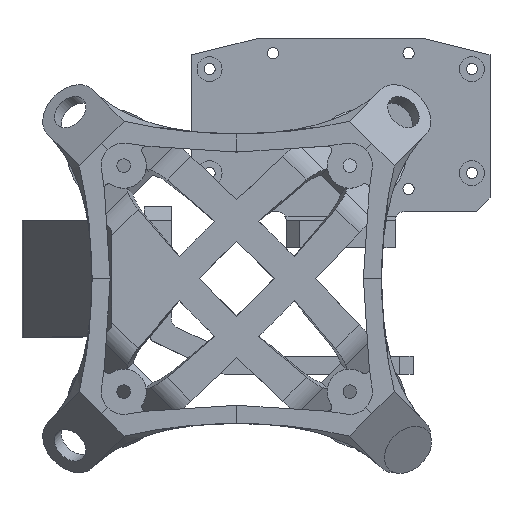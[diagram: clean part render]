
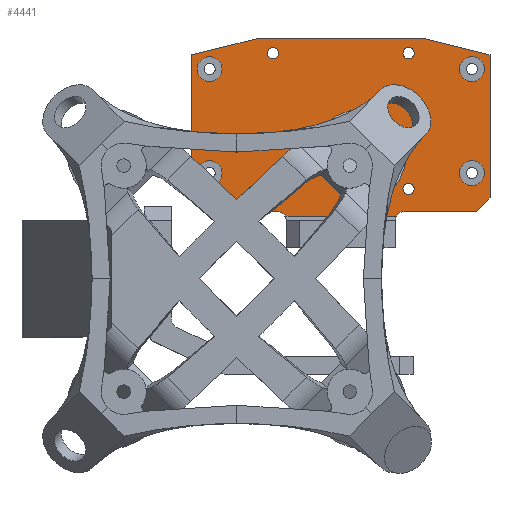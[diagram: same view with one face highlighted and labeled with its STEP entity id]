
A CAD part, top view. The second image highlights one B-rep face of the part: STEP entity #4441.
In plain terms, the highlighted planar face has unit normal (0, 0, 1).
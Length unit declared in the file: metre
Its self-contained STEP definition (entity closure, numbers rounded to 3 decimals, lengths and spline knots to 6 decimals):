
#192=CIRCLE('',#4770,0.00275);
#193=CIRCLE('',#4771,0.00275);
#194=CIRCLE('',#4772,0.00125);
#195=CIRCLE('',#4773,0.00125);
#196=CIRCLE('',#4774,0.00125);
#197=CIRCLE('',#4775,0.00125);
#198=CIRCLE('',#4776,0.002);
#199=CIRCLE('',#4777,0.002);
#200=CIRCLE('',#4778,0.00275);
#201=CIRCLE('',#4779,0.00275);
#416=LINE('',#7147,#681);
#417=LINE('',#7151,#682);
#418=LINE('',#7153,#683);
#419=LINE('',#7155,#684);
#420=LINE('',#7157,#685);
#421=LINE('',#7159,#686);
#422=LINE('',#7161,#687);
#423=LINE('',#7163,#688);
#424=LINE('',#7165,#689);
#425=LINE('',#7167,#690);
#681=VECTOR('',#5366,1.);
#682=VECTOR('',#5369,1.);
#683=VECTOR('',#5370,1.);
#684=VECTOR('',#5371,1.);
#685=VECTOR('',#5372,1.);
#686=VECTOR('',#5373,1.);
#687=VECTOR('',#5374,1.);
#688=VECTOR('',#5375,1.);
#689=VECTOR('',#5376,1.);
#690=VECTOR('',#5377,1.);
#1412=ORIENTED_EDGE('',*,*,#2449,.F.);
#1413=ORIENTED_EDGE('',*,*,#2450,.F.);
#1414=ORIENTED_EDGE('',*,*,#2451,.F.);
#1415=ORIENTED_EDGE('',*,*,#2452,.F.);
#1416=ORIENTED_EDGE('',*,*,#2453,.F.);
#1417=ORIENTED_EDGE('',*,*,#2454,.F.);
#1418=ORIENTED_EDGE('',*,*,#2455,.T.);
#1419=ORIENTED_EDGE('',*,*,#2456,.T.);
#1420=ORIENTED_EDGE('',*,*,#2457,.T.);
#1421=ORIENTED_EDGE('',*,*,#2458,.T.);
#1422=ORIENTED_EDGE('',*,*,#2459,.T.);
#1423=ORIENTED_EDGE('',*,*,#2460,.F.);
#1424=ORIENTED_EDGE('',*,*,#2461,.T.);
#1425=ORIENTED_EDGE('',*,*,#2462,.T.);
#1426=ORIENTED_EDGE('',*,*,#2463,.F.);
#1427=ORIENTED_EDGE('',*,*,#2464,.T.);
#1428=ORIENTED_EDGE('',*,*,#2465,.T.);
#1429=ORIENTED_EDGE('',*,*,#2466,.T.);
#1430=ORIENTED_EDGE('',*,*,#2467,.F.);
#1431=ORIENTED_EDGE('',*,*,#2468,.F.);
#2449=EDGE_CURVE('',#3018,#3018,#192,.T.);
#2450=EDGE_CURVE('',#3019,#3019,#193,.T.);
#2451=EDGE_CURVE('',#3020,#3020,#194,.T.);
#2452=EDGE_CURVE('',#3021,#3021,#195,.T.);
#2453=EDGE_CURVE('',#3022,#3022,#196,.T.);
#2454=EDGE_CURVE('',#3023,#3023,#197,.T.);
#2455=EDGE_CURVE('',#3024,#3025,#198,.F.);
#2456=EDGE_CURVE('',#3025,#3026,#416,.T.);
#2457=EDGE_CURVE('',#3026,#3027,#199,.F.);
#2458=EDGE_CURVE('',#3027,#3028,#417,.T.);
#2459=EDGE_CURVE('',#3028,#3029,#418,.T.);
#2460=EDGE_CURVE('',#3030,#3029,#419,.T.);
#2461=EDGE_CURVE('',#3030,#3031,#420,.T.);
#2462=EDGE_CURVE('',#3031,#3032,#421,.T.);
#2463=EDGE_CURVE('',#3033,#3032,#422,.T.);
#2464=EDGE_CURVE('',#3033,#3034,#423,.T.);
#2465=EDGE_CURVE('',#3034,#3035,#424,.F.);
#2466=EDGE_CURVE('',#3035,#3024,#425,.T.);
#2467=EDGE_CURVE('',#3036,#3036,#200,.T.);
#2468=EDGE_CURVE('',#3037,#3037,#201,.T.);
#3018=VERTEX_POINT('',#7133);
#3019=VERTEX_POINT('',#7135);
#3020=VERTEX_POINT('',#7137);
#3021=VERTEX_POINT('',#7139);
#3022=VERTEX_POINT('',#7141);
#3023=VERTEX_POINT('',#7143);
#3024=VERTEX_POINT('',#7145);
#3025=VERTEX_POINT('',#7146);
#3026=VERTEX_POINT('',#7148);
#3027=VERTEX_POINT('',#7150);
#3028=VERTEX_POINT('',#7152);
#3029=VERTEX_POINT('',#7154);
#3030=VERTEX_POINT('',#7156);
#3031=VERTEX_POINT('',#7158);
#3032=VERTEX_POINT('',#7160);
#3033=VERTEX_POINT('',#7162);
#3034=VERTEX_POINT('',#7164);
#3035=VERTEX_POINT('',#7166);
#3036=VERTEX_POINT('',#7169);
#3037=VERTEX_POINT('',#7171);
#3620=EDGE_LOOP('',(#1412));
#3621=EDGE_LOOP('',(#1413));
#3622=EDGE_LOOP('',(#1414));
#3623=EDGE_LOOP('',(#1415));
#3624=EDGE_LOOP('',(#1416));
#3625=EDGE_LOOP('',(#1417));
#3626=EDGE_LOOP('',(#1418,#1419,#1420,#1421,#1422,#1423,#1424,#1425,#1426,
#1427,#1428,#1429));
#3627=EDGE_LOOP('',(#1430));
#3628=EDGE_LOOP('',(#1431));
#3994=FACE_BOUND('',#3620,.T.);
#3995=FACE_BOUND('',#3621,.T.);
#3996=FACE_BOUND('',#3622,.T.);
#3997=FACE_BOUND('',#3623,.T.);
#3998=FACE_BOUND('',#3624,.T.);
#3999=FACE_BOUND('',#3625,.T.);
#4000=FACE_BOUND('',#3626,.T.);
#4001=FACE_BOUND('',#3627,.T.);
#4002=FACE_BOUND('',#3628,.T.);
#4284=PLANE('',#4769);
#4441=ADVANCED_FACE('',(#3994,#3995,#3996,#3997,#3998,#3999,#4000,#4001,
#4002),#4284,.T.);
#4769=AXIS2_PLACEMENT_3D('',#7131,#5350,#5351);
#4770=AXIS2_PLACEMENT_3D('',#7132,#5352,#5353);
#4771=AXIS2_PLACEMENT_3D('',#7134,#5354,#5355);
#4772=AXIS2_PLACEMENT_3D('',#7136,#5356,#5357);
#4773=AXIS2_PLACEMENT_3D('',#7138,#5358,#5359);
#4774=AXIS2_PLACEMENT_3D('',#7140,#5360,#5361);
#4775=AXIS2_PLACEMENT_3D('',#7142,#5362,#5363);
#4776=AXIS2_PLACEMENT_3D('',#7144,#5364,#5365);
#4777=AXIS2_PLACEMENT_3D('',#7149,#5367,#5368);
#4778=AXIS2_PLACEMENT_3D('',#7168,#5378,#5379);
#4779=AXIS2_PLACEMENT_3D('',#7170,#5380,#5381);
#5350=DIRECTION('',(0.,0.,1.));
#5351=DIRECTION('',(1.,0.,0.));
#5352=DIRECTION('',(0.,0.,1.));
#5353=DIRECTION('',(1.,0.,0.));
#5354=DIRECTION('',(0.,0.,1.));
#5355=DIRECTION('',(1.,0.,0.));
#5356=DIRECTION('',(0.,0.,1.));
#5357=DIRECTION('',(1.,0.,0.));
#5358=DIRECTION('',(0.,0.,1.));
#5359=DIRECTION('',(1.,0.,0.));
#5360=DIRECTION('',(0.,0.,1.));
#5361=DIRECTION('',(1.,0.,0.));
#5362=DIRECTION('',(0.,0.,1.));
#5363=DIRECTION('',(1.,0.,0.));
#5364=DIRECTION('',(0.,0.,1.));
#5365=DIRECTION('',(1.,0.,0.));
#5366=DIRECTION('',(1.,0.,0.));
#5367=DIRECTION('',(0.,0.,1.));
#5368=DIRECTION('',(1.,0.,0.));
#5369=DIRECTION('',(1.,0.,0.));
#5370=DIRECTION('',(0.707,0.707,0.));
#5371=DIRECTION('',(0.,-1.,0.));
#5372=DIRECTION('',(-0.97,0.243,0.));
#5373=DIRECTION('',(-1.,0.,0.));
#5374=DIRECTION('',(0.97,0.243,0.));
#5375=DIRECTION('',(0.,-1.,0.));
#5376=DIRECTION('',(-0.707,0.707,0.));
#5377=DIRECTION('',(1.,0.,0.));
#5378=DIRECTION('',(0.,0.,1.));
#5379=DIRECTION('',(1.,0.,0.));
#5380=DIRECTION('',(0.,0.,1.));
#5381=DIRECTION('',(1.,0.,0.));
#7131=CARTESIAN_POINT('',(0.,-0.001875,-0.002));
#7132=CARTESIAN_POINT('',(0.029,-0.0115,-0.002));
#7133=CARTESIAN_POINT('',(0.03175,-0.0115,-0.002));
#7134=CARTESIAN_POINT('',(-0.029,0.0115,-0.002));
#7135=CARTESIAN_POINT('',(-0.02625,0.0115,-0.002));
#7136=CARTESIAN_POINT('',(0.015,-0.015,-0.002));
#7137=CARTESIAN_POINT('',(0.01625,-0.015,-0.002));
#7138=CARTESIAN_POINT('',(-0.015,-0.015,-0.002));
#7139=CARTESIAN_POINT('',(-0.01375,-0.015,-0.002));
#7140=CARTESIAN_POINT('',(-0.015,0.015,-0.002));
#7141=CARTESIAN_POINT('',(-0.01375,0.015,-0.002));
#7142=CARTESIAN_POINT('',(0.015,0.015,-0.002));
#7143=CARTESIAN_POINT('',(0.01625,0.015,-0.002));
#7144=CARTESIAN_POINT('',(-0.014071,-0.022,-0.002));
#7145=CARTESIAN_POINT('',(-0.014071,-0.02,-0.002));
#7146=CARTESIAN_POINT('',(-0.012339,-0.021,-0.002));
#7147=CARTESIAN_POINT('',(0.012071,-0.021,-0.002));
#7148=CARTESIAN_POINT('',(0.012339,-0.021,-0.002));
#7149=CARTESIAN_POINT('',(0.014071,-0.022,-0.002));
#7150=CARTESIAN_POINT('',(0.014071,-0.02,-0.002));
#7151=CARTESIAN_POINT('',(0.022536,-0.02,-0.002));
#7152=CARTESIAN_POINT('',(0.03,-0.02,-0.002));
#7153=CARTESIAN_POINT('',(0.024063,-0.025938,-0.002));
#7154=CARTESIAN_POINT('',(0.033,-0.017,-0.002));
#7155=CARTESIAN_POINT('',(0.033,-0.002688,-0.002));
#7156=CARTESIAN_POINT('',(0.033,0.014623,-0.002));
#7157=CARTESIAN_POINT('',(0.025746,0.016437,-0.002));
#7158=CARTESIAN_POINT('',(0.018492,0.01825,-0.002));
#7159=CARTESIAN_POINT('',(0.,0.01825,-0.002));
#7160=CARTESIAN_POINT('',(-0.018492,0.01825,-0.002));
#7161=CARTESIAN_POINT('',(-0.025746,0.016437,-0.002));
#7162=CARTESIAN_POINT('',(-0.033,0.014623,-0.002));
#7163=CARTESIAN_POINT('',(-0.033,-0.002688,-0.002));
#7164=CARTESIAN_POINT('',(-0.033,-0.017,-0.002));
#7165=CARTESIAN_POINT('',(-0.024063,-0.025938,-0.002));
#7166=CARTESIAN_POINT('',(-0.03,-0.02,-0.002));
#7167=CARTESIAN_POINT('',(-0.022536,-0.02,-0.002));
#7168=CARTESIAN_POINT('',(-0.029,-0.0115,-0.002));
#7169=CARTESIAN_POINT('',(-0.02625,-0.0115,-0.002));
#7170=CARTESIAN_POINT('',(0.029,0.0115,-0.002));
#7171=CARTESIAN_POINT('',(0.03175,0.0115,-0.002));
